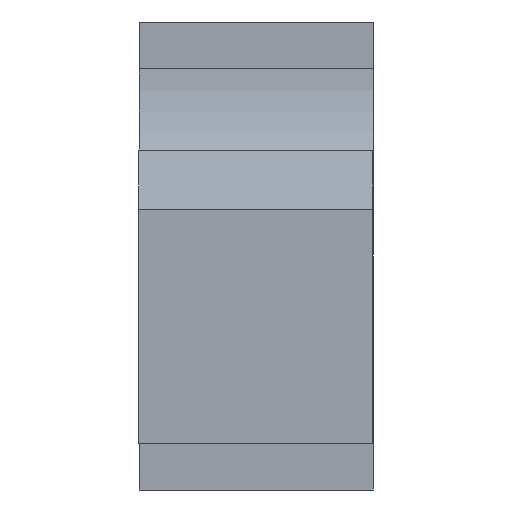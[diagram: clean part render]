
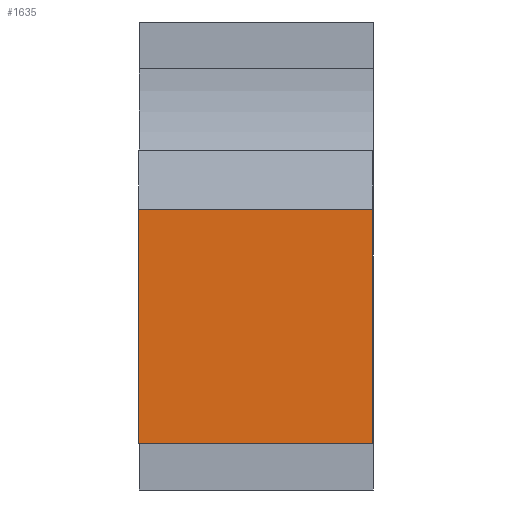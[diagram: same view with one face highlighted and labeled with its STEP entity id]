
A CAD part, left-side view. The second image highlights one B-rep face of the part: STEP entity #1635.
In plain terms, the highlighted planar face has unit normal (-1, 0, 0).
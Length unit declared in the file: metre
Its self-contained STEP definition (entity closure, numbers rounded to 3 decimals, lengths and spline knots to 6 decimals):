
#44=ORIENTED_EDGE('',*,*,#527,.T.);
#45=ORIENTED_EDGE('',*,*,#528,.F.);
#46=ORIENTED_EDGE('',*,*,#529,.F.);
#47=ORIENTED_EDGE('',*,*,#525,.T.);
#525=EDGE_CURVE('',#766,#765,#930,.T.);
#527=EDGE_CURVE('',#765,#767,#932,.T.);
#528=EDGE_CURVE('',#768,#767,#933,.T.);
#529=EDGE_CURVE('',#766,#768,#934,.T.);
#765=VERTEX_POINT('',#2269);
#766=VERTEX_POINT('',#2271);
#767=VERTEX_POINT('',#2275);
#768=VERTEX_POINT('',#2277);
#930=LINE('',#2270,#1165);
#932=LINE('',#2274,#1167);
#933=LINE('',#2276,#1168);
#934=LINE('',#2278,#1169);
#1165=VECTOR('',#1844,1.);
#1167=VECTOR('',#1848,1.);
#1168=VECTOR('',#1849,1.);
#1169=VECTOR('',#1850,1.);
#1390=EDGE_LOOP('',(#44,#45,#46,#47));
#1473=FACE_BOUND('',#1390,.T.);
#1556=PLANE('',#1731);
#1635=ADVANCED_FACE('',(#1473),#1556,.F.);
#1731=AXIS2_PLACEMENT_3D('',#2273,#1846,#1847);
#1844=DIRECTION('',(0.,1.,0.));
#1846=DIRECTION('',(1.,0.,0.));
#1847=DIRECTION('',(0.,0.,-1.));
#1848=DIRECTION('',(0.,0.,-1.));
#1849=DIRECTION('',(0.,1.,0.));
#1850=DIRECTION('',(0.,0.,-1.));
#2269=CARTESIAN_POINT('',(-0.001263,0.,-0.005625));
#2270=CARTESIAN_POINT('',(-0.001263,-0.005,-0.005625));
#2271=CARTESIAN_POINT('',(-0.001263,-0.005,-0.005625));
#2273=CARTESIAN_POINT('',(-0.001263,-0.005,-0.006625));
#2274=CARTESIAN_POINT('',(-0.001263,0.,-0.006625));
#2275=CARTESIAN_POINT('',(-0.001263,0.,-0.010625));
#2276=CARTESIAN_POINT('',(-0.001263,-0.005002,-0.010625));
#2277=CARTESIAN_POINT('',(-0.001263,-0.005,-0.010625));
#2278=CARTESIAN_POINT('',(-0.001263,-0.005,-0.006625));
